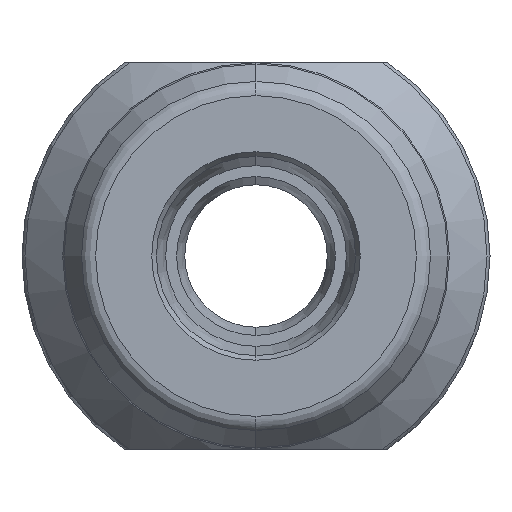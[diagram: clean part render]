
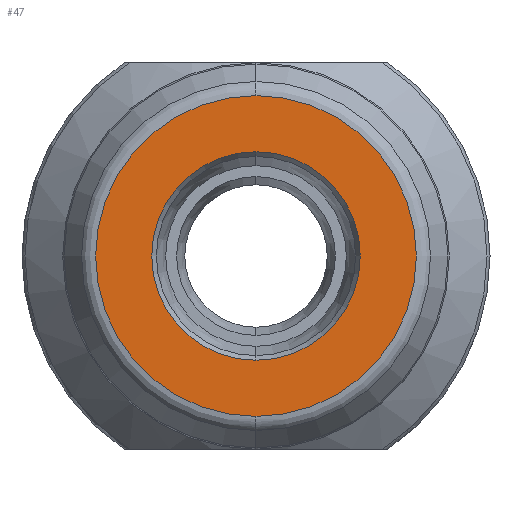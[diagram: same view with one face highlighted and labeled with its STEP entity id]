
A CAD part, left-side view. The second image highlights one B-rep face of the part: STEP entity #47.
In plain terms, the highlighted planar face has unit normal (-1, 0, 0).
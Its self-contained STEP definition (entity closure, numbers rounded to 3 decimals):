
#19 = CIRCLE ( 'NONE', #1108, 5.124 ) ;
#47 = ADVANCED_FACE ( 'NONE', ( #1785, #833 ), #1246, .F. ) ;
#73 = ORIENTED_EDGE ( 'NONE', *, *, #2219, .T. ) ;
#101 = CARTESIAN_POINT ( 'NONE',  ( -36.4, 0., 0. ) ) ;
#189 = DIRECTION ( 'NONE',  ( -1., 0., 0. ) ) ;
#214 = CIRCLE ( 'NONE', #1851, 7.883 ) ;
#291 = DIRECTION ( 'NONE',  ( 0., 0., 1. ) ) ;
#296 = ORIENTED_EDGE ( 'NONE', *, *, #595, .T. ) ;
#470 = CARTESIAN_POINT ( 'NONE',  ( -36.4, 0., 0. ) ) ;
#510 = AXIS2_PLACEMENT_3D ( 'NONE', #101, #1456, #291 ) ;
#536 = CARTESIAN_POINT ( 'NONE',  ( -36.4, 0., -7.883 ) ) ;
#579 = EDGE_LOOP ( 'NONE', ( #296, #73 ) ) ;
#595 = EDGE_CURVE ( 'NONE', #1237, #1302, #214, .T. ) ;
#833 = FACE_OUTER_BOUND ( 'NONE', #579, .T. ) ;
#972 = EDGE_CURVE ( 'NONE', #1037, #1008, #19, .T. ) ;
#996 = CARTESIAN_POINT ( 'NONE',  ( -36.4, 0., 0. ) ) ;
#1008 = VERTEX_POINT ( 'NONE', #1929 ) ;
#1037 = VERTEX_POINT ( 'NONE', #1528 ) ;
#1083 = DIRECTION ( 'NONE',  ( -1., 0., 0. ) ) ;
#1108 = AXIS2_PLACEMENT_3D ( 'NONE', #1337, #189, #1172 ) ;
#1172 = DIRECTION ( 'NONE',  ( 0., 0., 1. ) ) ;
#1236 = CIRCLE ( 'NONE', #2221, 5.124 ) ;
#1237 = VERTEX_POINT ( 'NONE', #1310 ) ;
#1242 = DIRECTION ( 'NONE',  ( 0., 0., 1. ) ) ;
#1246 = PLANE ( 'NONE',  #1812 ) ;
#1253 = EDGE_CURVE ( 'NONE', #1008, #1037, #1236, .T. ) ;
#1275 = DIRECTION ( 'NONE',  ( -1., 0., 0. ) ) ;
#1302 = VERTEX_POINT ( 'NONE', #536 ) ;
#1310 = CARTESIAN_POINT ( 'NONE',  ( -36.4, 0., 7.883 ) ) ;
#1322 = CARTESIAN_POINT ( 'NONE',  ( -36.4, 0., 0. ) ) ;
#1337 = CARTESIAN_POINT ( 'NONE',  ( -36.4, 0., 0. ) ) ;
#1456 = DIRECTION ( 'NONE',  ( -1., 0., 0. ) ) ;
#1524 = ORIENTED_EDGE ( 'NONE', *, *, #972, .F. ) ;
#1528 = CARTESIAN_POINT ( 'NONE',  ( -36.4, 0., -5.124 ) ) ;
#1634 = DIRECTION ( 'NONE',  ( 0., 0., -1. ) ) ;
#1785 = FACE_BOUND ( 'NONE', #2329, .T. ) ;
#1812 = AXIS2_PLACEMENT_3D ( 'NONE', #470, #1993, #1634 ) ;
#1836 = ORIENTED_EDGE ( 'NONE', *, *, #1253, .F. ) ;
#1851 = AXIS2_PLACEMENT_3D ( 'NONE', #996, #1275, #2452 ) ;
#1929 = CARTESIAN_POINT ( 'NONE',  ( -36.4, 0., 5.124 ) ) ;
#1969 = CIRCLE ( 'NONE', #510, 7.883 ) ;
#1993 = DIRECTION ( 'NONE',  ( 1., 0., 0. ) ) ;
#2219 = EDGE_CURVE ( 'NONE', #1302, #1237, #1969, .T. ) ;
#2221 = AXIS2_PLACEMENT_3D ( 'NONE', #1322, #1083, #1242 ) ;
#2329 = EDGE_LOOP ( 'NONE', ( #1836, #1524 ) ) ;
#2452 = DIRECTION ( 'NONE',  ( 0., 0., 1. ) ) ;
